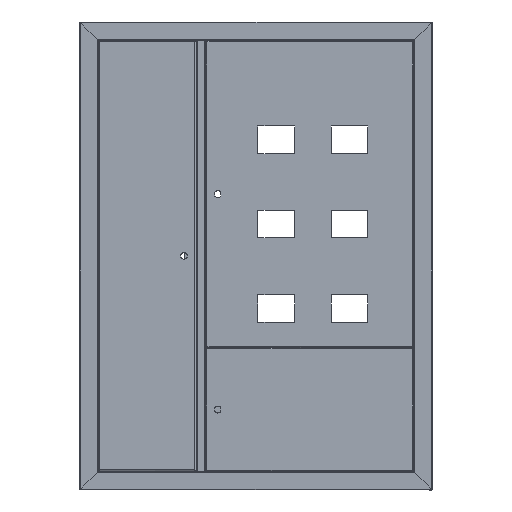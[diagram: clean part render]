
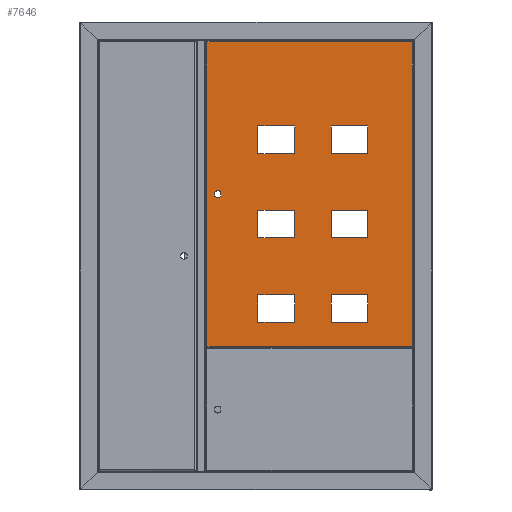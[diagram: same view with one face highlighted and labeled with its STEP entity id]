
A CAD part, top view. The second image highlights one B-rep face of the part: STEP entity #7646.
In plain terms, the highlighted planar face has unit normal (0, 0, 1).
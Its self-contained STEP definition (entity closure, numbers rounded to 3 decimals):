
#7646=ADVANCED_FACE('',(#15408,#15410,#15412,#15414,#15416,#15418,#15420,#15422),
#15424,.T.);
#15408=FACE_BOUND('',#15409,.T.);
#15409=EDGE_LOOP('',(#20011,#20012,#20013,#20014));
#15410=FACE_BOUND('',#15411,.T.);
#15411=EDGE_LOOP('',(#20015,#20016,#20017,#20018));
#15412=FACE_BOUND('',#15413,.T.);
#15413=EDGE_LOOP('',(#20019,#20020,#20021,#20022));
#15414=FACE_BOUND('',#15415,.T.);
#15415=EDGE_LOOP('',(#20023,#20024,#20025,#20026));
#15416=FACE_BOUND('',#15417,.T.);
#15417=EDGE_LOOP('',(#20027,#20028,#20029,#20030));
#15418=FACE_BOUND('',#15419,.T.);
#15419=EDGE_LOOP('',(#20031,#20032,#20033,#20034));
#15420=FACE_BOUND('',#15421,.T.);
#15421=EDGE_LOOP('',(#20035,#20036,#20037,#20038));
#15422=FACE_BOUND('',#15423,.T.);
#15423=EDGE_LOOP('',(#20039,#20040,#20041,#20042));
#15424=PLANE('',#15425);
#15425=AXIS2_PLACEMENT_3D('',#15426,#15427,#15428);
#15426=CARTESIAN_POINT('',(0.,0.,0.));
#15427=DIRECTION('',(0.,0.,1.));
#15428=DIRECTION('',(1.,0.,0.));
#20011=ORIENTED_EDGE('',*,*,#22315,.T.);
#20012=ORIENTED_EDGE('',*,*,#22316,.T.);
#20013=ORIENTED_EDGE('',*,*,#22317,.T.);
#20014=ORIENTED_EDGE('',*,*,#22318,.T.);
#20015=ORIENTED_EDGE('',*,*,#22319,.F.);
#20016=ORIENTED_EDGE('',*,*,#22320,.F.);
#20017=ORIENTED_EDGE('',*,*,#22321,.F.);
#20018=ORIENTED_EDGE('',*,*,#22322,.F.);
#20019=ORIENTED_EDGE('',*,*,#22323,.F.);
#20020=ORIENTED_EDGE('',*,*,#22324,.F.);
#20021=ORIENTED_EDGE('',*,*,#22325,.F.);
#20022=ORIENTED_EDGE('',*,*,#22326,.F.);
#20023=ORIENTED_EDGE('',*,*,#22327,.F.);
#20024=ORIENTED_EDGE('',*,*,#22328,.F.);
#20025=ORIENTED_EDGE('',*,*,#22329,.F.);
#20026=ORIENTED_EDGE('',*,*,#22330,.F.);
#20027=ORIENTED_EDGE('',*,*,#22331,.F.);
#20028=ORIENTED_EDGE('',*,*,#22332,.F.);
#20029=ORIENTED_EDGE('',*,*,#22333,.F.);
#20030=ORIENTED_EDGE('',*,*,#22334,.F.);
#20031=ORIENTED_EDGE('',*,*,#22335,.F.);
#20032=ORIENTED_EDGE('',*,*,#22336,.F.);
#20033=ORIENTED_EDGE('',*,*,#22337,.F.);
#20034=ORIENTED_EDGE('',*,*,#22338,.F.);
#20035=ORIENTED_EDGE('',*,*,#22339,.F.);
#20036=ORIENTED_EDGE('',*,*,#22340,.F.);
#20037=ORIENTED_EDGE('',*,*,#22341,.F.);
#20038=ORIENTED_EDGE('',*,*,#22342,.F.);
#20039=ORIENTED_EDGE('',*,*,#22280,.F.);
#20040=ORIENTED_EDGE('',*,*,#22277,.F.);
#20041=ORIENTED_EDGE('',*,*,#22274,.F.);
#20042=ORIENTED_EDGE('',*,*,#22271,.F.);
#22271=EDGE_CURVE('',#25615,#25617,#25618,.T.);
#22274=EDGE_CURVE('',#25617,#25622,#25623,.T.);
#22277=EDGE_CURVE('',#25622,#25627,#25628,.T.);
#22280=EDGE_CURVE('',#25627,#25615,#25631,.T.);
#22315=EDGE_CURVE('',#25639,#25635,#25700,.T.);
#22316=EDGE_CURVE('',#25635,#25701,#25702,.T.);
#22317=EDGE_CURVE('',#25701,#25703,#25704,.T.);
#22318=EDGE_CURVE('',#25703,#25639,#25705,.T.);
#22319=EDGE_CURVE('',#25706,#25707,#25708,.T.);
#22320=EDGE_CURVE('',#25709,#25706,#25710,.T.);
#22321=EDGE_CURVE('',#25711,#25709,#25712,.T.);
#22322=EDGE_CURVE('',#25707,#25711,#25713,.T.);
#22323=EDGE_CURVE('',#25714,#25715,#25716,.T.);
#22324=EDGE_CURVE('',#25717,#25714,#25718,.T.);
#22325=EDGE_CURVE('',#25719,#25717,#25720,.T.);
#22326=EDGE_CURVE('',#25715,#25719,#25721,.T.);
#22327=EDGE_CURVE('',#25722,#25723,#25724,.T.);
#22328=EDGE_CURVE('',#25725,#25722,#25726,.T.);
#22329=EDGE_CURVE('',#25727,#25725,#25728,.T.);
#22330=EDGE_CURVE('',#25723,#25727,#25729,.T.);
#22331=EDGE_CURVE('',#25730,#25731,#25732,.T.);
#22332=EDGE_CURVE('',#25733,#25730,#25734,.T.);
#22333=EDGE_CURVE('',#25735,#25733,#25736,.T.);
#22334=EDGE_CURVE('',#25731,#25735,#25737,.T.);
#22335=EDGE_CURVE('',#25738,#25739,#25740,.T.);
#22336=EDGE_CURVE('',#25741,#25738,#25742,.T.);
#22337=EDGE_CURVE('',#25743,#25741,#25744,.T.);
#22338=EDGE_CURVE('',#25739,#25743,#25745,.T.);
#22339=EDGE_CURVE('',#25746,#25747,#25748,.T.);
#22340=EDGE_CURVE('',#25749,#25746,#25750,.T.);
#22341=EDGE_CURVE('',#25751,#25749,#25752,.T.);
#22342=EDGE_CURVE('',#25747,#25751,#25753,.T.);
#25615=VERTEX_POINT('',#34832);
#25617=VERTEX_POINT('',#34836);
#25618=LINE('',#34837,#34838);
#25622=VERTEX_POINT('',#34847);
#25623=LINE('',#34848,#34849);
#25627=VERTEX_POINT('',#34858);
#25628=LINE('',#34859,#34860);
#25631=LINE('',#34868,#34869);
#25635=VERTEX_POINT('',#34876);
#25639=VERTEX_POINT('',#34885);
#25700=LINE('',#35011,#35012);
#25701=VERTEX_POINT('',#35014);
#25702=LINE('',#35015,#35016);
#25703=VERTEX_POINT('',#35018);
#25704=LINE('',#35019,#35020);
#25705=LINE('',#35022,#35023);
#25706=VERTEX_POINT('',#35025);
#25707=VERTEX_POINT('',#35026);
#25708=LINE('',#35027,#35028);
#25709=VERTEX_POINT('',#35030);
#25710=LINE('',#35031,#35032);
#25711=VERTEX_POINT('',#35034);
#25712=LINE('',#35035,#35036);
#25713=LINE('',#35038,#35039);
#25714=VERTEX_POINT('',#35041);
#25715=VERTEX_POINT('',#35042);
#25716=LINE('',#35043,#35044);
#25717=VERTEX_POINT('',#35046);
#25718=LINE('',#35047,#35048);
#25719=VERTEX_POINT('',#35050);
#25720=LINE('',#35051,#35052);
#25721=LINE('',#35054,#35055);
#25722=VERTEX_POINT('',#35057);
#25723=VERTEX_POINT('',#35058);
#25724=LINE('',#35059,#35060);
#25725=VERTEX_POINT('',#35062);
#25726=LINE('',#35063,#35064);
#25727=VERTEX_POINT('',#35066);
#25728=LINE('',#35067,#35068);
#25729=LINE('',#35070,#35071);
#25730=VERTEX_POINT('',#35073);
#25731=VERTEX_POINT('',#35074);
#25732=LINE('',#35075,#35076);
#25733=VERTEX_POINT('',#35078);
#25734=LINE('',#35079,#35080);
#25735=VERTEX_POINT('',#35082);
#25736=LINE('',#35083,#35084);
#25737=LINE('',#35086,#35087);
#25738=VERTEX_POINT('',#35089);
#25739=VERTEX_POINT('',#35090);
#25740=LINE('',#35091,#35092);
#25741=VERTEX_POINT('',#35094);
#25742=LINE('',#35095,#35096);
#25743=VERTEX_POINT('',#35098);
#25744=LINE('',#35099,#35100);
#25745=LINE('',#35102,#35103);
#25746=VERTEX_POINT('',#35105);
#25747=VERTEX_POINT('',#35106);
#25748=CIRCLE('',#35107,9.55);
#25749=VERTEX_POINT('',#35111);
#25750=LINE('',#35112,#35113);
#25751=VERTEX_POINT('',#35115);
#25752=CIRCLE('',#35116,9.55);
#25753=LINE('',#35120,#35121);
#34832=CARTESIAN_POINT('',(-59.05,-110.85,0.));
#34836=CARTESIAN_POINT('',(-159.05,-110.85,0.));
#34837=CARTESIAN_POINT('',(-59.05,-110.85,0.));
#34838=VECTOR('',#34839,1.);
#34839=DIRECTION('',(-1.,0.,0.));
#34847=CARTESIAN_POINT('',(-159.05,-185.85,0.));
#34848=CARTESIAN_POINT('',(-159.05,-110.85,0.));
#34849=VECTOR('',#34850,1.);
#34850=DIRECTION('',(0.,-1.,0.));
#34858=CARTESIAN_POINT('',(-59.05,-185.85,0.));
#34859=CARTESIAN_POINT('',(-159.05,-185.85,0.));
#34860=VECTOR('',#34861,1.);
#34861=DIRECTION('',(1.,0.,0.));
#34868=CARTESIAN_POINT('',(-59.05,-185.85,0.));
#34869=VECTOR('',#34870,1.);
#34870=DIRECTION('',(0.,1.,0.));
#34876=CARTESIAN_POINT('',(-279.55,-414.75,0.));
#34885=CARTESIAN_POINT('',(-279.55,414.75,0.));
#35011=CARTESIAN_POINT('',(-279.55,414.75,0.));
#35012=VECTOR('',#35013,1.);
#35013=DIRECTION('',(0.,-1.,0.));
#35014=CARTESIAN_POINT('',(279.55,-414.75,0.));
#35015=CARTESIAN_POINT('',(-279.55,-414.75,0.));
#35016=VECTOR('',#35017,1.);
#35017=DIRECTION('',(1.,0.,0.));
#35018=CARTESIAN_POINT('',(279.55,414.75,0.));
#35019=CARTESIAN_POINT('',(279.55,-414.75,0.));
#35020=VECTOR('',#35021,1.);
#35021=DIRECTION('',(0.,1.,0.));
#35022=CARTESIAN_POINT('',(279.55,414.75,0.));
#35023=VECTOR('',#35024,1.);
#35024=DIRECTION('',(-1.,0.,0.));
#35025=CARTESIAN_POINT('',(140.95,44.15,0.));
#35026=CARTESIAN_POINT('',(140.95,119.15,0.));
#35027=CARTESIAN_POINT('',(140.95,44.15,0.));
#35028=VECTOR('',#35029,1.);
#35029=DIRECTION('',(0.,1.,0.));
#35030=CARTESIAN_POINT('',(40.95,44.15,0.));
#35031=CARTESIAN_POINT('',(40.95,44.15,0.));
#35032=VECTOR('',#35033,1.);
#35033=DIRECTION('',(1.,0.,0.));
#35034=CARTESIAN_POINT('',(40.95,119.15,0.));
#35035=CARTESIAN_POINT('',(40.95,119.15,0.));
#35036=VECTOR('',#35037,1.);
#35037=DIRECTION('',(0.,-1.,0.));
#35038=CARTESIAN_POINT('',(140.95,119.15,0.));
#35039=VECTOR('',#35040,1.);
#35040=DIRECTION('',(-1.,0.,0.));
#35041=CARTESIAN_POINT('',(140.95,-185.85,0.));
#35042=CARTESIAN_POINT('',(140.95,-110.85,0.));
#35043=CARTESIAN_POINT('',(140.95,-185.85,0.));
#35044=VECTOR('',#35045,1.);
#35045=DIRECTION('',(0.,1.,0.));
#35046=CARTESIAN_POINT('',(40.95,-185.85,0.));
#35047=CARTESIAN_POINT('',(40.95,-185.85,0.));
#35048=VECTOR('',#35049,1.);
#35049=DIRECTION('',(1.,0.,0.));
#35050=CARTESIAN_POINT('',(40.95,-110.85,0.));
#35051=CARTESIAN_POINT('',(40.95,-110.85,0.));
#35052=VECTOR('',#35053,1.);
#35053=DIRECTION('',(0.,-1.,0.));
#35054=CARTESIAN_POINT('',(140.95,-110.85,0.));
#35055=VECTOR('',#35056,1.);
#35056=DIRECTION('',(-1.,0.,0.));
#35057=CARTESIAN_POINT('',(140.95,274.15,0.));
#35058=CARTESIAN_POINT('',(140.95,349.15,0.));
#35059=CARTESIAN_POINT('',(140.95,274.15,0.));
#35060=VECTOR('',#35061,1.);
#35061=DIRECTION('',(0.,1.,0.));
#35062=CARTESIAN_POINT('',(40.95,274.15,0.));
#35063=CARTESIAN_POINT('',(40.95,274.15,0.));
#35064=VECTOR('',#35065,1.);
#35065=DIRECTION('',(1.,0.,0.));
#35066=CARTESIAN_POINT('',(40.95,349.15,0.));
#35067=CARTESIAN_POINT('',(40.95,349.15,0.));
#35068=VECTOR('',#35069,1.);
#35069=DIRECTION('',(0.,-1.,0.));
#35070=CARTESIAN_POINT('',(140.95,349.15,0.));
#35071=VECTOR('',#35072,1.);
#35072=DIRECTION('',(-1.,0.,0.));
#35073=CARTESIAN_POINT('',(-59.05,44.15,0.));
#35074=CARTESIAN_POINT('',(-59.05,119.15,0.));
#35075=CARTESIAN_POINT('',(-59.05,44.15,0.));
#35076=VECTOR('',#35077,1.);
#35077=DIRECTION('',(0.,1.,0.));
#35078=CARTESIAN_POINT('',(-159.05,44.15,0.));
#35079=CARTESIAN_POINT('',(-159.05,44.15,0.));
#35080=VECTOR('',#35081,1.);
#35081=DIRECTION('',(1.,0.,0.));
#35082=CARTESIAN_POINT('',(-159.05,119.15,0.));
#35083=CARTESIAN_POINT('',(-159.05,119.15,0.));
#35084=VECTOR('',#35085,1.);
#35085=DIRECTION('',(0.,-1.,0.));
#35086=CARTESIAN_POINT('',(-59.05,119.15,0.));
#35087=VECTOR('',#35088,1.);
#35088=DIRECTION('',(-1.,0.,0.));
#35089=CARTESIAN_POINT('',(-59.05,274.15,0.));
#35090=CARTESIAN_POINT('',(-59.05,349.15,0.));
#35091=CARTESIAN_POINT('',(-59.05,274.15,0.));
#35092=VECTOR('',#35093,1.);
#35093=DIRECTION('',(0.,1.,0.));
#35094=CARTESIAN_POINT('',(-159.05,274.15,0.));
#35095=CARTESIAN_POINT('',(-159.05,274.15,0.));
#35096=VECTOR('',#35097,1.);
#35097=DIRECTION('',(1.,0.,0.));
#35098=CARTESIAN_POINT('',(-159.05,349.15,0.));
#35099=CARTESIAN_POINT('',(-159.05,349.15,0.));
#35100=VECTOR('',#35101,1.);
#35101=DIRECTION('',(0.,-1.,0.));
#35102=CARTESIAN_POINT('',(-59.05,349.15,0.));
#35103=VECTOR('',#35104,1.);
#35104=DIRECTION('',(-1.,0.,0.));
#35105=CARTESIAN_POINT('',(241.7,-5.138,0.));
#35106=CARTESIAN_POINT('',(257.8,-5.138,0.));
#35107=AXIS2_PLACEMENT_3D('',#35108,#35109,#35110);
#35108=CARTESIAN_POINT('',(249.75,0.,0.));
#35109=DIRECTION('',(0.,0.,1.));
#35110=DIRECTION('',(-0.843,-0.538,0.));
#35111=CARTESIAN_POINT('',(241.7,5.138,0.));
#35112=CARTESIAN_POINT('',(241.7,5.138,0.));
#35113=VECTOR('',#35114,1.);
#35114=DIRECTION('',(0.,-1.,0.));
#35115=CARTESIAN_POINT('',(257.8,5.138,0.));
#35116=AXIS2_PLACEMENT_3D('',#35117,#35118,#35119);
#35117=CARTESIAN_POINT('',(249.75,0.,0.));
#35118=DIRECTION('',(0.,0.,1.));
#35119=DIRECTION('',(0.843,0.538,0.));
#35120=CARTESIAN_POINT('',(257.8,-5.138,0.));
#35121=VECTOR('',#35122,1.);
#35122=DIRECTION('',(0.,1.,0.));
